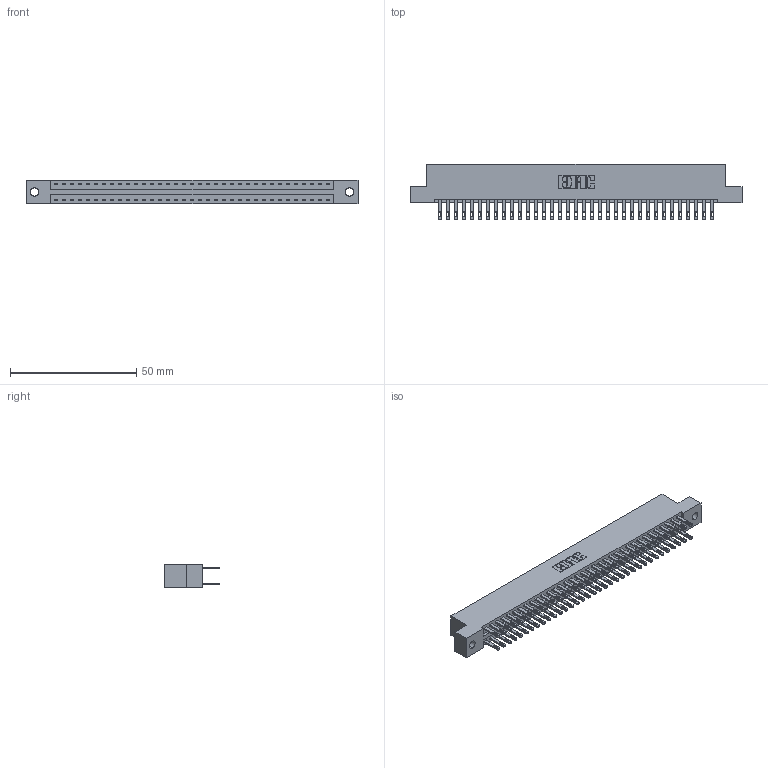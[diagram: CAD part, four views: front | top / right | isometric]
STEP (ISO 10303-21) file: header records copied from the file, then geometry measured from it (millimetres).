
FILE_DESCRIPTION (( 'STEP AP203' ), '1' );
FILE_NAME ('346-070-500-202.STEP', '2018-08-28T22:43:20', ( '' ), ( '' ), 'SwSTEP 2.0', 'SolidWorks 2016', '' );
FILE_SCHEMA (( 'CONFIG_CONTROL_DESIGN' ));
Length unit declared in the file: inch
Products named in the file (3): 346-070-500-202; 346 Part_Flush Mounting Lugs - 0.128 Dia; 345-292-001_345-293-100
Assembly tree (71 placements, depth 2):
  346-070-500-202
    346 Part_Flush Mounting Lugs - 0.128 Dia
    345-292-001_345-293-100  x70
Bounding box: 131.7 x 21.84 x 9.4 mm (x, y, z)
Volume: 12965.1 mm3; surface area: 18174.8 mm2
Topology: 71 solids, 71 shells, 3482 faces, 10619 edges, 7078 vertices
Faces by surface type: plane 2106, cylinder 1376
Entity records: 23717 total; most frequent: CARTESIAN_POINT 3916, ORIENTED_EDGE 3850, DIRECTION 3505, EDGE_CURVE 1925, VECTOR 1649, LINE 1649, VERTEX_POINT 1282, AXIS2_PLACEMENT_3D 928
